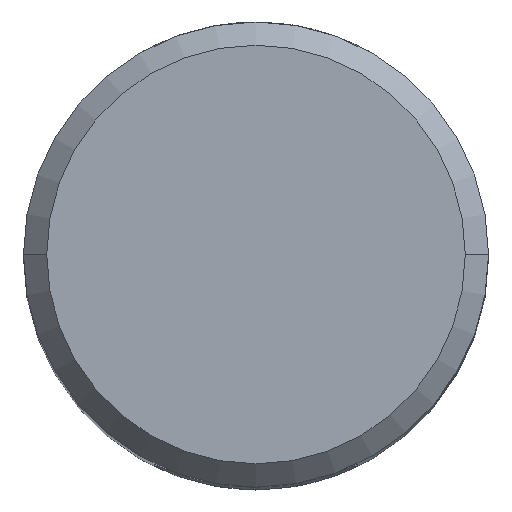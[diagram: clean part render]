
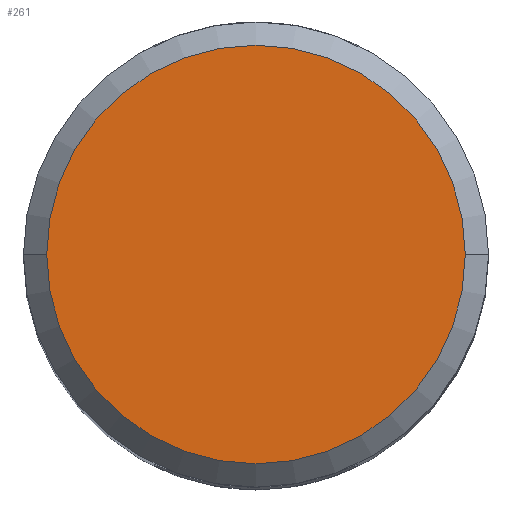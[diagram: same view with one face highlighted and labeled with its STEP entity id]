
A CAD part, top view. The second image highlights one B-rep face of the part: STEP entity #261.
In plain terms, the highlighted planar face has unit normal (0, 0, 1).
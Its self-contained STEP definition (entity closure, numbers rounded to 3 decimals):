
#113=PLANE('',#2622);
#261=ADVANCED_FACE('',(#406),#113,.T.);
#406=FACE_OUTER_BOUND('',#526,.T.);
#526=EDGE_LOOP('',(#1072,#1073));
#1072=ORIENTED_EDGE('',*,*,#2105,.T.);
#1073=ORIENTED_EDGE('',*,*,#2099,.T.);
#1818=VERTEX_POINT('',#3564);
#1819=VERTEX_POINT('',#3565);
#2099=EDGE_CURVE('',#1818,#1819,#2465,.T.);
#2105=EDGE_CURVE('',#1819,#1818,#2469,.T.);
#2465=CIRCLE('',#2615,9.);
#2469=CIRCLE('',#2621,9.);
#2615=AXIS2_PLACEMENT_3D('',#3563,#2875,#2876);
#2621=AXIS2_PLACEMENT_3D('',#3575,#2889,#2890);
#2622=AXIS2_PLACEMENT_3D('',#3576,#2891,#2892);
#2875=DIRECTION('',(0.,0.,1.));
#2876=DIRECTION('',(-1.,0.,0.));
#2889=DIRECTION('',(0.,0.,1.));
#2890=DIRECTION('',(-1.,0.,0.));
#2891=DIRECTION('',(0.,0.,1.));
#2892=DIRECTION('',(1.,0.,0.));
#3563=CARTESIAN_POINT('',(0.,0.,0.));
#3564=CARTESIAN_POINT('',(-9.,0.,0.));
#3565=CARTESIAN_POINT('',(9.,0.,0.));
#3575=CARTESIAN_POINT('',(0.,0.,0.));
#3576=CARTESIAN_POINT('',(0.,-3.,0.));
